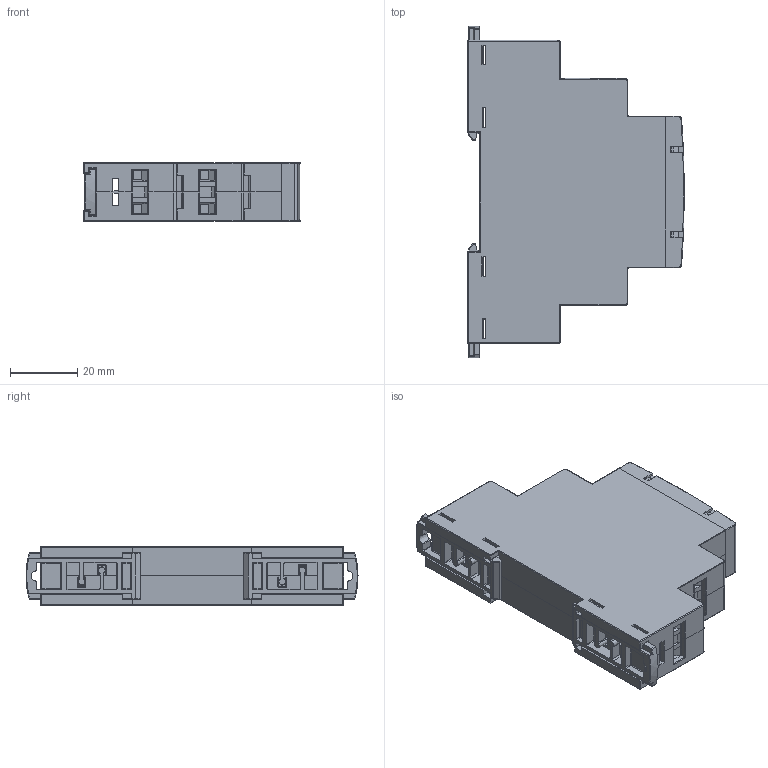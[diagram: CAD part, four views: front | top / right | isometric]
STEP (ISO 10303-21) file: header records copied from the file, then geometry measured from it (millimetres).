
FILE_DESCRIPTION (( 'STEP AP203' ), '1' );
FILE_NAME ('RPI-2Z-U24A.STEP', '2018-10-12T11:20:44', ( '' ), ( '' ), 'SwSTEP 2.0', 'SolidWorks 2018', '' );
FILE_SCHEMA (( 'CONFIG_CONTROL_DESIGN' ));
Length unit declared in the file: millimetre
Products named in the file (1): RPI-2Z-U24A
Bounding box: 64.22 x 98.58 x 17.5 mm (x, y, z)
Volume: 21023.8 mm3; surface area: 36916.4 mm2
Topology: 14 solids, 16 shells, 1658 faces, 4353 edges, 2786 vertices
Faces by surface type: plane 987, cylinder 465, torus 80, bspline 48, cone 42, sphere 36
Entity records: 51937 total; most frequent: CARTESIAN_POINT 11798, ORIENTED_EDGE 8682, DIRECTION 7950, EDGE_CURVE 4341, LINE 2934, VECTOR 2934, VERTEX_POINT 2786, AXIS2_PLACEMENT_3D 2508
